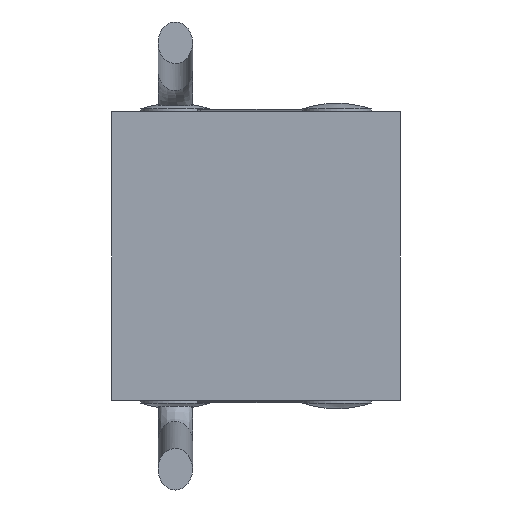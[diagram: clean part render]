
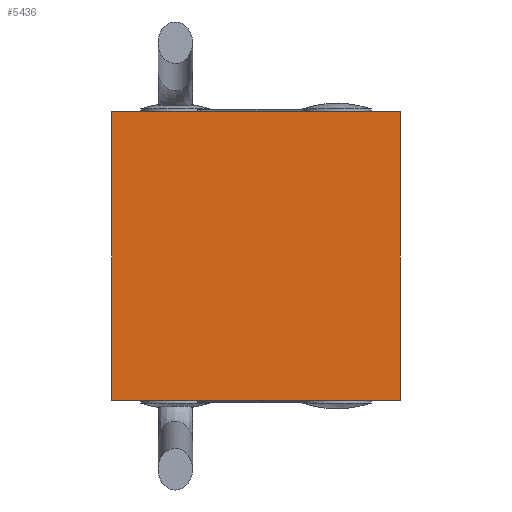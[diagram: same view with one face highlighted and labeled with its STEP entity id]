
A CAD part, front view. The second image highlights one B-rep face of the part: STEP entity #5436.
In plain terms, the highlighted planar face has unit normal (0, -1, 0).
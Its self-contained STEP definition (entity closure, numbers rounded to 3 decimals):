
#85 = DIRECTION ( 'NONE',  ( 0., 0., 1. ) ) ;
#122 = CARTESIAN_POINT ( 'NONE',  ( 2.5, -0.51, 2.5 ) ) ;
#312 = LINE ( 'NONE', #5277, #5149 ) ;
#336 = VECTOR ( 'NONE', #3244, 1000. ) ;
#356 = EDGE_CURVE ( 'NONE', #3620, #5911, #3367, .T. ) ;
#600 = DIRECTION ( 'NONE',  ( 0., 0., 1. ) ) ;
#762 = EDGE_CURVE ( 'NONE', #6089, #1098, #312, .T. ) ;
#1098 = VERTEX_POINT ( 'NONE', #2721 ) ;
#1687 = ORIENTED_EDGE ( 'NONE', *, *, #356, .T. ) ;
#1892 = VECTOR ( 'NONE', #600, 1000. ) ;
#2400 = CARTESIAN_POINT ( 'NONE',  ( 2.5, -0.51, 2.5 ) ) ;
#2441 = CARTESIAN_POINT ( 'NONE',  ( -2.5, -0.51, -2.5 ) ) ;
#2708 = CARTESIAN_POINT ( 'NONE',  ( 2.5, -0.51, -2.5 ) ) ;
#2721 = CARTESIAN_POINT ( 'NONE',  ( -2.5, -0.51, 2.5 ) ) ;
#2851 = AXIS2_PLACEMENT_3D ( 'NONE', #5861, #2909, #85 ) ;
#2909 = DIRECTION ( 'NONE',  ( 0., 1., 0. ) ) ;
#2922 = DIRECTION ( 'NONE',  ( 1., 0., 0. ) ) ;
#3067 = FACE_OUTER_BOUND ( 'NONE', #5679, .T. ) ;
#3244 = DIRECTION ( 'NONE',  ( 0., 0., -1. ) ) ;
#3367 = LINE ( 'NONE', #3442, #4528 ) ;
#3442 = CARTESIAN_POINT ( 'NONE',  ( 2.5, -0.51, -2.5 ) ) ;
#3620 = VERTEX_POINT ( 'NONE', #2441 ) ;
#3713 = DIRECTION ( 'NONE',  ( -1., 0., 0. ) ) ;
#4048 = ORIENTED_EDGE ( 'NONE', *, *, #5498, .T. ) ;
#4445 = LINE ( 'NONE', #122, #1892 ) ;
#4463 = EDGE_CURVE ( 'NONE', #1098, #3620, #4619, .T. ) ;
#4528 = VECTOR ( 'NONE', #2922, 1000. ) ;
#4619 = LINE ( 'NONE', #5226, #336 ) ;
#4769 = ORIENTED_EDGE ( 'NONE', *, *, #762, .T. ) ;
#4781 = ORIENTED_EDGE ( 'NONE', *, *, #4463, .T. ) ;
#5149 = VECTOR ( 'NONE', #3713, 1000. ) ;
#5226 = CARTESIAN_POINT ( 'NONE',  ( -2.5, -0.51, 2.5 ) ) ;
#5277 = CARTESIAN_POINT ( 'NONE',  ( 2.5, -0.51, 2.5 ) ) ;
#5362 = PLANE ( 'NONE',  #2851 ) ;
#5436 = ADVANCED_FACE ( 'NONE', ( #3067 ), #5362, .F. ) ;
#5498 = EDGE_CURVE ( 'NONE', #5911, #6089, #4445, .T. ) ;
#5679 = EDGE_LOOP ( 'NONE', ( #4781, #1687, #4048, #4769 ) ) ;
#5861 = CARTESIAN_POINT ( 'NONE',  ( 0., -0.51, 0. ) ) ;
#5911 = VERTEX_POINT ( 'NONE', #2708 ) ;
#6089 = VERTEX_POINT ( 'NONE', #2400 ) ;
